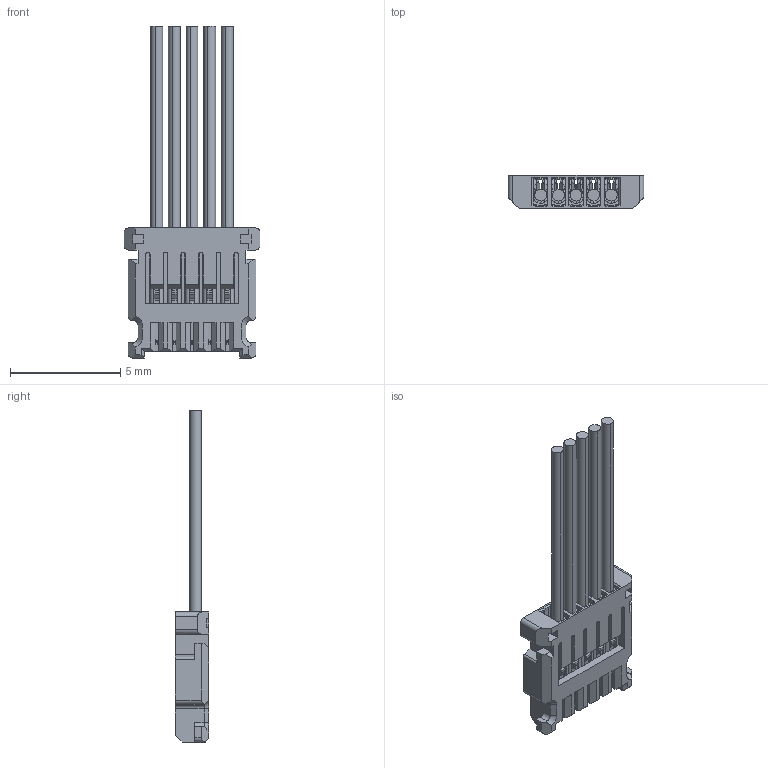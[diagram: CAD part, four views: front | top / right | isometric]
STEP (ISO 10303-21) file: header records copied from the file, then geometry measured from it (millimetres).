
FILE_DESCRIPTION (( 'STEP AP214' ), '1' );
FILE_NAME ('52201-005xx-xxx-20200720.STEP', '2020-07-20T08:03:13', ( '' ), ( '' ), 'SwSTEP 2.0', 'SolidWorks 2012', '' );
FILE_SCHEMA (( 'AUTOMOTIVE_DESIGN' ));
Length unit declared in the file: millimetre
Products named in the file (5): Cable-Contact assy; 52201-Txxx-xxx-200117; Cable; 52201-XXXHXXX-XXX; 52201-005xx-xxx-20200720
Assembly tree (8 placements, depth 3):
  52201-005xx-xxx-20200720
    52201-XXXHXXX-XXX
    Cable-Contact assy  x5
      Cable
      52201-Txxx-xxx-200117
Bounding box: 6.15 x 1.5 x 15.06 mm (x, y, z)
Volume: 41.2 mm3; surface area: 392 mm2
Topology: 11 solids, 11 shells, 1605 faces, 4388 edges, 2805 vertices
Faces by surface type: plane 848, cylinder 416, bspline 335, cone 6
Entity records: 24968 total; most frequent: CARTESIAN_POINT 5999, ORIENTED_EDGE 3392, DIRECTION 2758, EDGE_CURVE 1696, LINE 1288, VECTOR 1288, VERTEX_POINT 1089, AXIS2_PLACEMENT_3D 735
